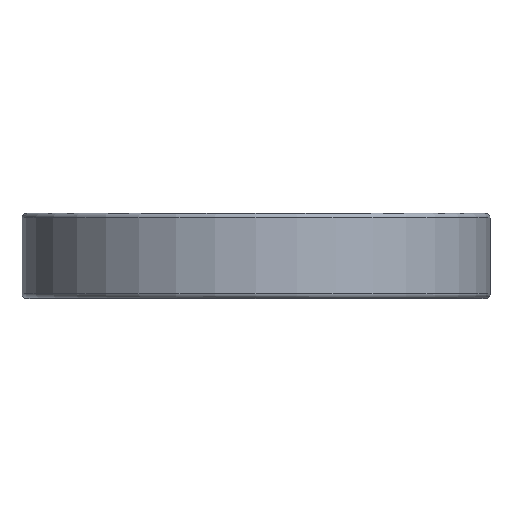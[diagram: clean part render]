
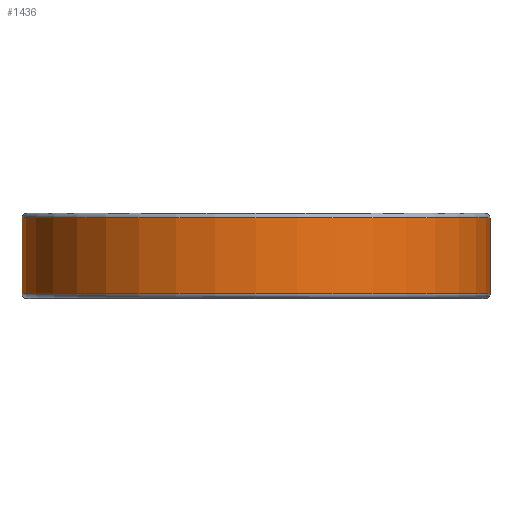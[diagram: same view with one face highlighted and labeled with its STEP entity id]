
A CAD part, top view. The second image highlights one B-rep face of the part: STEP entity #1436.
In plain terms, the highlighted cylindrical face has radius 39.319 mm (diameter 78.638 mm), a partial arc.
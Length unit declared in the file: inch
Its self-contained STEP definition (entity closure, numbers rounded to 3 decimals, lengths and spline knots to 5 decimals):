
#64 = LINE ( 'NONE', #753, #84 ) ;
#84 = VECTOR ( 'NONE', #1847, 39.37008 ) ;
#146 = DIRECTION ( 'NONE',  ( 0., 0., -1. ) ) ;
#170 = CYLINDRICAL_SURFACE ( 'NONE', #1134, 1.548 ) ;
#178 = DIRECTION ( 'NONE',  ( 0., 0., -1. ) ) ;
#202 = ORIENTED_EDGE ( 'NONE', *, *, #1815, .F. ) ;
#625 = DIRECTION ( 'NONE',  ( 0., 1., 0. ) ) ;
#635 = VERTEX_POINT ( 'NONE', #1879 ) ;
#649 = DIRECTION ( 'NONE',  ( 0., 0., -1. ) ) ;
#732 = CARTESIAN_POINT ( 'NONE',  ( 0., -0.25125, -1.548 ) ) ;
#753 = CARTESIAN_POINT ( 'NONE',  ( 0., 0.25125, -1.548 ) ) ;
#796 = CIRCLE ( 'NONE', #1990, 1.548 ) ;
#813 = EDGE_CURVE ( 'NONE', #1576, #1952, #64, .T. ) ;
#1134 = AXIS2_PLACEMENT_3D ( 'NONE', #2161, #1983, #649 ) ;
#1280 = DIRECTION ( 'NONE',  ( 0., -1., 0. ) ) ;
#1308 = ORIENTED_EDGE ( 'NONE', *, *, #1375, .T. ) ;
#1323 = DIRECTION ( 'NONE',  ( 0., -1., 0. ) ) ;
#1339 = EDGE_LOOP ( 'NONE', ( #1308, #1871, #2238, #202 ) ) ;
#1361 = FACE_OUTER_BOUND ( 'NONE', #1339, .T. ) ;
#1375 = EDGE_CURVE ( 'NONE', #1729, #635, #1790, .T. ) ;
#1385 = CARTESIAN_POINT ( 'NONE',  ( 1.548, 0.25125, 0. ) ) ;
#1436 = ADVANCED_FACE ( 'NONE', ( #1361 ), #170, .T. ) ;
#1576 = VERTEX_POINT ( 'NONE', #732 ) ;
#1645 = CIRCLE ( 'NONE', #1740, 1.548 ) ;
#1729 = VERTEX_POINT ( 'NONE', #2432 ) ;
#1740 = AXIS2_PLACEMENT_3D ( 'NONE', #2430, #1280, #146 ) ;
#1790 = LINE ( 'NONE', #1385, #1794 ) ;
#1794 = VECTOR ( 'NONE', #625, 39.37008 ) ;
#1815 = EDGE_CURVE ( 'NONE', #1729, #1576, #796, .T. ) ;
#1847 = DIRECTION ( 'NONE',  ( 0., 1., 0. ) ) ;
#1871 = ORIENTED_EDGE ( 'NONE', *, *, #2139, .T. ) ;
#1879 = CARTESIAN_POINT ( 'NONE',  ( 1.548, 0.25125, 0. ) ) ;
#1952 = VERTEX_POINT ( 'NONE', #2356 ) ;
#1983 = DIRECTION ( 'NONE',  ( 0., -1., 0. ) ) ;
#1990 = AXIS2_PLACEMENT_3D ( 'NONE', #2467, #1323, #178 ) ;
#2139 = EDGE_CURVE ( 'NONE', #635, #1952, #1645, .T. ) ;
#2161 = CARTESIAN_POINT ( 'NONE',  ( 0., 0.25, 0. ) ) ;
#2238 = ORIENTED_EDGE ( 'NONE', *, *, #813, .F. ) ;
#2356 = CARTESIAN_POINT ( 'NONE',  ( 0., 0.25125, -1.548 ) ) ;
#2430 = CARTESIAN_POINT ( 'NONE',  ( 0., 0.25125, 0. ) ) ;
#2432 = CARTESIAN_POINT ( 'NONE',  ( 1.548, -0.25125, 0. ) ) ;
#2467 = CARTESIAN_POINT ( 'NONE',  ( 0., -0.25125, 0. ) ) ;
